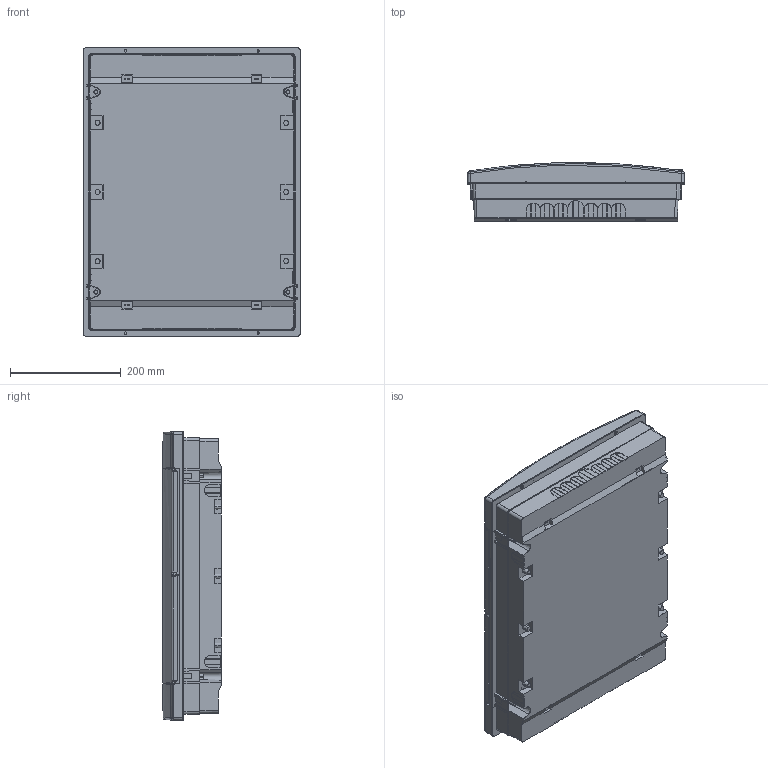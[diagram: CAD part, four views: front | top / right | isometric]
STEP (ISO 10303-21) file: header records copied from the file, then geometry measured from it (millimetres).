
FILE_DESCRIPTION((''),'2;1');
FILE_NAME('ASM0001_ASM','2024-08-12T14:22:15',('klemen.sitar'),('Audax d.o.o.'),'CREO PARAMETRIC BY PTC INC, 2021304','CREO PARAMETRIC BY PTC INC, 2021304','');
FILE_SCHEMA(('AP242_MANAGED_MODEL_BASED_3D_ENGINEERING_MIM_LF { 1 0 10303 442 1 1 4 }'));
Products named in the file (16): FRONT_ECM_3X18_1; SCREW_M4X8; SCREW_M4X16_1; ETI_LOGO_1_2_1; ETI_LOGO_1_2_2; ETI_LOGO_1_2_3; ETI_LOGO_1_2_ASM; TH_18_RAIL; ECM_3X18_PO_MEDIA_MOD_EMPTY_ASM; 001101317_3DFILE_ASM; KUCISTE_U3X18C_1; VRATA__U3X18C__1; U3X18C_1_ASM_1_ASM; U3X18C_ASM_1_ASM; ECM_3X18_PO_ASM; ASM0001_ASM
Assembly tree (19 placements, depth 5):
  ASM0001_ASM
    001101317_3DFILE_ASM
      ECM_3X18_PO_MEDIA_MOD_EMPTY_ASM
        FRONT_ECM_3X18_1
        SCREW_M4X8  x2
        SCREW_M4X16_1  x4
        ETI_LOGO_1_2_ASM
          ETI_LOGO_1_2_1
          ETI_LOGO_1_2_2
          ETI_LOGO_1_2_3
        TH_18_RAIL
    ECM_3X18_PO_ASM
      U3X18C_ASM_1_ASM
        U3X18C_1_ASM_1_ASM
          KUCISTE_U3X18C_1
          VRATA__U3X18C__1
Bounding box: 392.64 x 105.8 x 521.96 mm (x, y, z)
Volume: 1455874.1 mm3; surface area: 1424112.4 mm2
Topology: 13 solids, 13 shells, 2662 faces, 7614 edges, 5036 vertices
Faces by surface type: plane 1740, cylinder 673, cone 179, torus 54, sphere 10, bspline 4, extrusion 2
Entity records: 125597 total; most frequent: CARTESIAN_POINT 17256, ORIENTED_EDGE 14524, DIRECTION 13776, PRESENTATION_STYLE_ASSIGNMENT 9787, STYLED_ITEM 9787, CURVE_STYLE 7264, EDGE_CURVE 7262, VECTOR 4998
